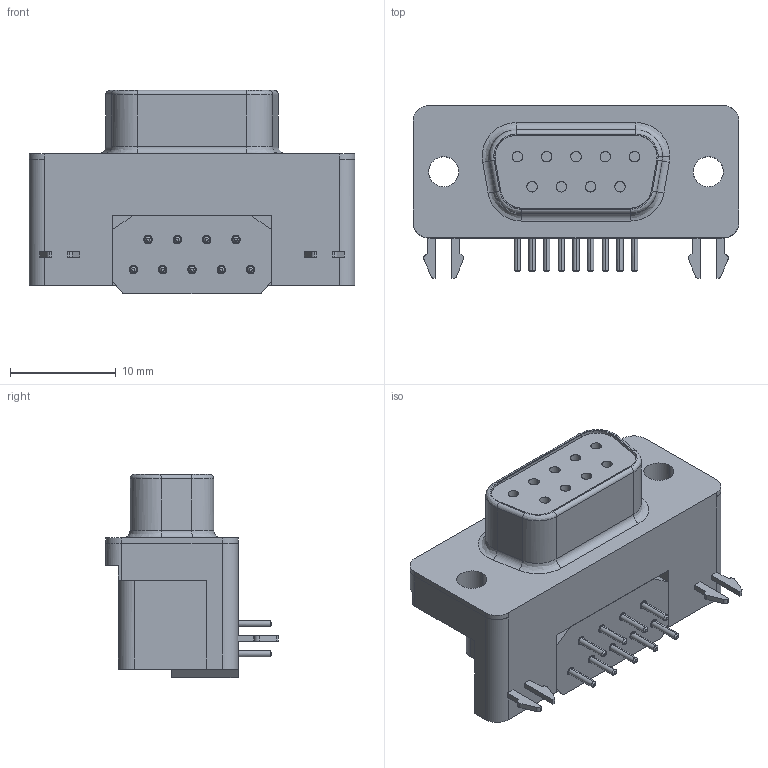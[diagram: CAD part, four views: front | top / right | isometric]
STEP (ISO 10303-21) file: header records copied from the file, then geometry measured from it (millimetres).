
FILE_DESCRIPTION (( 'STEP AP214' ), '1' );
FILE_NAME ('User Library-DB9_ST4.STEP', '2015-02-12T10:25:57', ( 'Windows User' ), ( '' ), 'SwSTEP 2.0', 'SolidWorks 2015', '' );
FILE_SCHEMA (( 'AUTOMOTIVE_DESIGN' ));
Length unit declared in the file: millimetre
Products named in the file (1): User Library-DB9_ST4
Bounding box: 30.81 x 16.3 x 19.2 mm (x, y, z)
Volume: 4172.5 mm3; surface area: 2681 mm2
Topology: 1 solids, 1 shells, 239 faces, 593 edges, 380 vertices
Faces by surface type: cylinder 104, plane 102, cone 18, bspline 15
Entity records: 12456 total; most frequent: CARTESIAN_POINT 4542, ORIENTED_EDGE 1186, DIRECTION 887, EDGE_CURVE 593, VERTEX_POINT 380, LINE 323, VECTOR 323, AXIS2_PLACEMENT_3D 282
